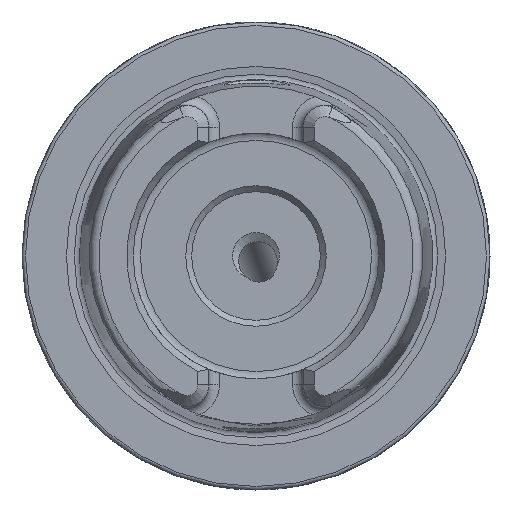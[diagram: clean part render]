
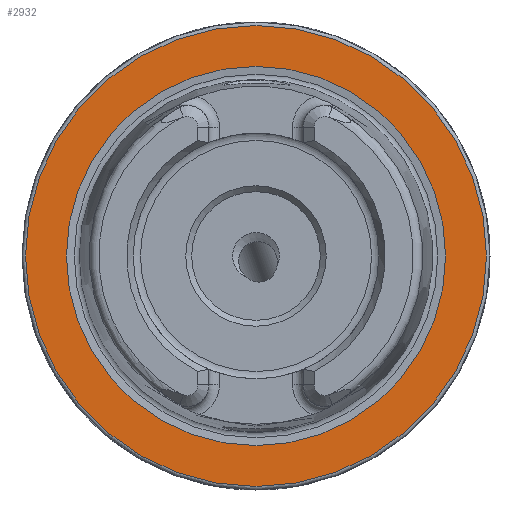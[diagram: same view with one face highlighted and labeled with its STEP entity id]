
A CAD part, left-side view. The second image highlights one B-rep face of the part: STEP entity #2932.
In plain terms, the highlighted planar face has unit normal (-1, 0, 0).
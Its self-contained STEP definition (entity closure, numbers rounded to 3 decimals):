
#594 = CARTESIAN_POINT ( 'NONE',  ( 0., 0., 0. ) ) ;
#790 = CIRCLE ( 'NONE', #9792, 19.7 ) ;
#950 = CARTESIAN_POINT ( 'NONE',  ( 0., 0., 0. ) ) ;
#1235 = ORIENTED_EDGE ( 'NONE', *, *, #6413, .T. ) ;
#1244 = DIRECTION ( 'NONE',  ( 0., 0., -1. ) ) ;
#2050 = PLANE ( 'NONE',  #7431 ) ;
#2890 = DIRECTION ( 'NONE',  ( 1., 0., 0. ) ) ;
#2932 = ADVANCED_FACE ( 'NONE', ( #7963, #5492 ), #2050, .F. ) ;
#3029 = DIRECTION ( 'NONE',  ( 0., 0., 1. ) ) ;
#3158 = ORIENTED_EDGE ( 'NONE', *, *, #5591, .F. ) ;
#3765 = CIRCLE ( 'NONE', #9168, 16.207 ) ;
#3807 = CARTESIAN_POINT ( 'NONE',  ( 0., 0., 16.207 ) ) ;
#4337 = DIRECTION ( 'NONE',  ( 0., 0., 1. ) ) ;
#4403 = VERTEX_POINT ( 'NONE', #3807 ) ;
#5306 = VERTEX_POINT ( 'NONE', #8821 ) ;
#5492 = FACE_OUTER_BOUND ( 'NONE', #7466, .T. ) ;
#5591 = EDGE_CURVE ( 'NONE', #4403, #4403, #3765, .T. ) ;
#6297 = CARTESIAN_POINT ( 'NONE',  ( 0., 19.7, 0. ) ) ;
#6413 = EDGE_CURVE ( 'NONE', #5306, #5306, #790, .T. ) ;
#6428 = EDGE_LOOP ( 'NONE', ( #3158 ) ) ;
#7431 = AXIS2_PLACEMENT_3D ( 'NONE', #6297, #2890, #1244 ) ;
#7466 = EDGE_LOOP ( 'NONE', ( #1235 ) ) ;
#7963 = FACE_BOUND ( 'NONE', #6428, .T. ) ;
#8821 = CARTESIAN_POINT ( 'NONE',  ( 0., 0., 19.7 ) ) ;
#9168 = AXIS2_PLACEMENT_3D ( 'NONE', #594, #10501, #3029 ) ;
#9792 = AXIS2_PLACEMENT_3D ( 'NONE', #950, #10243, #4337 ) ;
#10243 = DIRECTION ( 'NONE',  ( -1., 0., 0. ) ) ;
#10501 = DIRECTION ( 'NONE',  ( -1., 0., 0. ) ) ;
